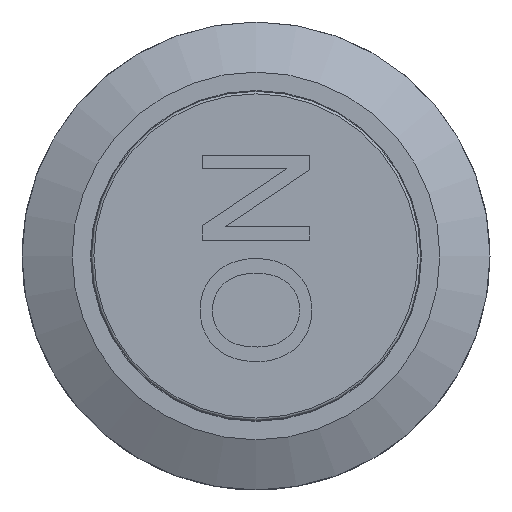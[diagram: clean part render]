
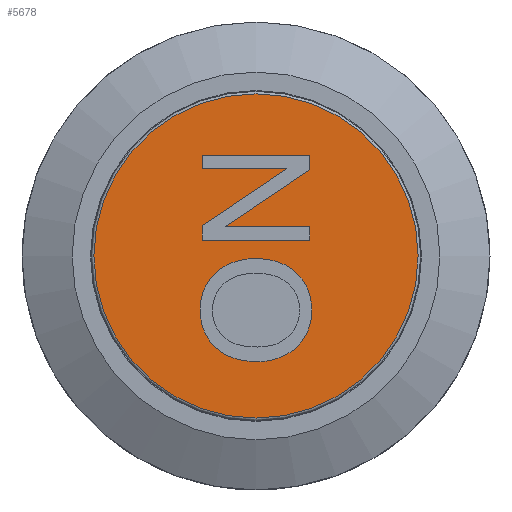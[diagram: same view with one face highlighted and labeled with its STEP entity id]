
A CAD part, top view. The second image highlights one B-rep face of the part: STEP entity #5678.
In plain terms, the highlighted planar face has unit normal (0, 0, 1).
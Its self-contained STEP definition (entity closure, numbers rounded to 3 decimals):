
#114=CIRCLE('',#5999,9.7);
#118=CIRCLE('',#6003,9.7);
#289=LINE('',#7930,#886);
#290=LINE('',#7932,#887);
#291=LINE('',#7934,#888);
#292=LINE('',#7936,#889);
#293=LINE('',#7938,#890);
#294=LINE('',#7940,#891);
#295=LINE('',#7942,#892);
#296=LINE('',#7944,#893);
#297=LINE('',#7946,#894);
#298=LINE('',#7947,#895);
#886=VECTOR('',#6430,10.);
#887=VECTOR('',#6431,10.);
#888=VECTOR('',#6432,10.);
#889=VECTOR('',#6433,10.);
#890=VECTOR('',#6434,10.);
#891=VECTOR('',#6435,10.);
#892=VECTOR('',#6436,10.);
#893=VECTOR('',#6437,10.);
#894=VECTOR('',#6438,10.);
#895=VECTOR('',#6439,10.);
#1484=FACE_BOUND('',#1835,.T.);
#1485=FACE_BOUND('',#1836,.T.);
#1531=FACE_OUTER_BOUND('',#1834,.T.);
#1834=EDGE_LOOP('',(#3760,#3761));
#1835=EDGE_LOOP('',(#3762,#3763,#3764,#3765,#3766,#3767,#3768,#3769,#3770,
#3771));
#1836=EDGE_LOOP('',(#3772,#3773,#3774,#3775));
#2173=B_SPLINE_CURVE_WITH_KNOTS('',2,(#7885,#7886,#7887,#7888),
 .UNSPECIFIED.,.F.,.F.,(3,1,3),(0.,1.,2.),.UNSPECIFIED.);
#2174=B_SPLINE_CURVE_WITH_KNOTS('',2,(#7890,#7891,#7892,#7893,#7894),
 .UNSPECIFIED.,.F.,.F.,(3,1,1,3),(0.,1.,2.,3.),.UNSPECIFIED.);
#2175=B_SPLINE_CURVE_WITH_KNOTS('',2,(#7896,#7897,#7898,#7899,#7900),
 .UNSPECIFIED.,.F.,.F.,(3,1,1,3),(0.,1.,2.,3.),.UNSPECIFIED.);
#2176=B_SPLINE_CURVE_WITH_KNOTS('',2,(#7901,#7902,#7903,#7904,#7905),
 .UNSPECIFIED.,.F.,.F.,(3,1,1,3),(0.,1.,2.,3.),.UNSPECIFIED.);
#2273=VERTEX_POINT('',#7883);
#2274=VERTEX_POINT('',#7884);
#2275=VERTEX_POINT('',#7889);
#2276=VERTEX_POINT('',#7895);
#2281=VERTEX_POINT('',#7928);
#2282=VERTEX_POINT('',#7929);
#2283=VERTEX_POINT('',#7931);
#2284=VERTEX_POINT('',#7933);
#2285=VERTEX_POINT('',#7935);
#2286=VERTEX_POINT('',#7937);
#2287=VERTEX_POINT('',#7939);
#2288=VERTEX_POINT('',#7941);
#2289=VERTEX_POINT('',#7943);
#2290=VERTEX_POINT('',#7945);
#2291=VERTEX_POINT('',#7950);
#2292=VERTEX_POINT('',#7951);
#2854=EDGE_CURVE('',#2273,#2274,#2173,.T.);
#2855=EDGE_CURVE('',#2275,#2273,#2174,.T.);
#2856=EDGE_CURVE('',#2276,#2275,#2175,.T.);
#2857=EDGE_CURVE('',#2274,#2276,#2176,.T.);
#2862=EDGE_CURVE('',#2281,#2282,#289,.T.);
#2863=EDGE_CURVE('',#2283,#2281,#290,.T.);
#2864=EDGE_CURVE('',#2284,#2283,#291,.T.);
#2865=EDGE_CURVE('',#2285,#2284,#292,.T.);
#2866=EDGE_CURVE('',#2286,#2285,#293,.T.);
#2867=EDGE_CURVE('',#2287,#2286,#294,.T.);
#2868=EDGE_CURVE('',#2288,#2287,#295,.T.);
#2869=EDGE_CURVE('',#2289,#2288,#296,.T.);
#2870=EDGE_CURVE('',#2290,#2289,#297,.T.);
#2871=EDGE_CURVE('',#2282,#2290,#298,.T.);
#2872=EDGE_CURVE('',#2291,#2292,#114,.T.);
#2876=EDGE_CURVE('',#2292,#2291,#118,.T.);
#3760=ORIENTED_EDGE('',*,*,#2872,.F.);
#3761=ORIENTED_EDGE('',*,*,#2876,.F.);
#3762=ORIENTED_EDGE('',*,*,#2867,.T.);
#3763=ORIENTED_EDGE('',*,*,#2866,.T.);
#3764=ORIENTED_EDGE('',*,*,#2865,.T.);
#3765=ORIENTED_EDGE('',*,*,#2864,.T.);
#3766=ORIENTED_EDGE('',*,*,#2863,.T.);
#3767=ORIENTED_EDGE('',*,*,#2862,.T.);
#3768=ORIENTED_EDGE('',*,*,#2871,.T.);
#3769=ORIENTED_EDGE('',*,*,#2870,.T.);
#3770=ORIENTED_EDGE('',*,*,#2869,.T.);
#3771=ORIENTED_EDGE('',*,*,#2868,.T.);
#3772=ORIENTED_EDGE('',*,*,#2854,.T.);
#3773=ORIENTED_EDGE('',*,*,#2857,.T.);
#3774=ORIENTED_EDGE('',*,*,#2856,.T.);
#3775=ORIENTED_EDGE('',*,*,#2855,.T.);
#5473=PLANE('',#6007);
#5678=ADVANCED_FACE('',(#1531,#1484,#1485),#5473,.T.);
#5999=AXIS2_PLACEMENT_3D('',#7952,#6444,#6445);
#6003=AXIS2_PLACEMENT_3D('',#7958,#6452,#6453);
#6007=AXIS2_PLACEMENT_3D('',#7965,#6461,#6462);
#6430=DIRECTION('',(-1.,0.,0.));
#6431=DIRECTION('',(0.,-1.,0.));
#6432=DIRECTION('',(1.,0.,0.));
#6433=DIRECTION('',(-0.831,-0.557,0.));
#6434=DIRECTION('',(0.,-1.,0.));
#6435=DIRECTION('',(1.,0.,0.));
#6436=DIRECTION('',(0.,1.,0.));
#6437=DIRECTION('',(-1.,0.,0.));
#6438=DIRECTION('',(0.831,0.557,0.));
#6439=DIRECTION('',(0.,1.,0.));
#6444=DIRECTION('center_axis',(0.,0.,-1.));
#6445=DIRECTION('ref_axis',(0.,-1.,0.));
#6452=DIRECTION('center_axis',(0.,0.,-1.));
#6453=DIRECTION('ref_axis',(0.,-1.,0.));
#6461=DIRECTION('center_axis',(0.,0.,1.));
#6462=DIRECTION('ref_axis',(0.,1.,0.));
#7883=CARTESIAN_POINT('',(0.086,-6.329,2.));
#7884=CARTESIAN_POINT('',(-3.339,-3.238,2.));
#7885=CARTESIAN_POINT('Ctrl Pts',(0.086,-6.329,
2.));
#7886=CARTESIAN_POINT('Ctrl Pts',(-1.523,-6.329,2.));
#7887=CARTESIAN_POINT('Ctrl Pts',(-3.339,-4.601,2.));
#7888=CARTESIAN_POINT('Ctrl Pts',(-3.339,-3.238,2.));
#7889=CARTESIAN_POINT('',(3.339,-3.238,2.));
#7890=CARTESIAN_POINT('Ctrl Pts',(3.339,-3.238,2.));
#7891=CARTESIAN_POINT('Ctrl Pts',(3.339,-4.153,2.));
#7892=CARTESIAN_POINT('Ctrl Pts',(2.458,-5.59,2.));
#7893=CARTESIAN_POINT('Ctrl Pts',(0.937,-6.329,2.));
#7894=CARTESIAN_POINT('Ctrl Pts',(0.086,-6.329,
2.));
#7895=CARTESIAN_POINT('',(0.012,-0.153,2.));
#7896=CARTESIAN_POINT('Ctrl Pts',(0.012,-0.153,
2.));
#7897=CARTESIAN_POINT('Ctrl Pts',(0.992,-0.153,
2.));
#7898=CARTESIAN_POINT('Ctrl Pts',(2.542,-0.945,2.));
#7899=CARTESIAN_POINT('Ctrl Pts',(3.339,-2.402,2.));
#7900=CARTESIAN_POINT('Ctrl Pts',(3.339,-3.238,2.));
#7901=CARTESIAN_POINT('Ctrl Pts',(-3.339,-3.238,2.));
#7902=CARTESIAN_POINT('Ctrl Pts',(-3.339,-2.342,2.));
#7903=CARTESIAN_POINT('Ctrl Pts',(-2.483,-0.905,2.));
#7904=CARTESIAN_POINT('Ctrl Pts',(-0.957,-0.153,
2.));
#7905=CARTESIAN_POINT('Ctrl Pts',(0.012,-0.153,
2.));
#7928=CARTESIAN_POINT('',(3.231,0.94,2.));
#7929=CARTESIAN_POINT('',(-3.226,0.94,2.));
#7930=CARTESIAN_POINT('',(1.615,0.94,2.));
#7931=CARTESIAN_POINT('',(3.231,1.757,2.));
#7932=CARTESIAN_POINT('',(3.231,0.878,2.));
#7933=CARTESIAN_POINT('',(-1.838,1.757,2.));
#7934=CARTESIAN_POINT('',(-0.919,1.757,2.));
#7935=CARTESIAN_POINT('',(3.231,5.152,2.));
#7936=CARTESIAN_POINT('',(0.925,3.607,2.));
#7937=CARTESIAN_POINT('',(3.231,6.028,2.));
#7938=CARTESIAN_POINT('',(3.231,3.014,2.));
#7939=CARTESIAN_POINT('',(-3.226,6.028,2.));
#7940=CARTESIAN_POINT('',(-1.613,6.028,2.));
#7941=CARTESIAN_POINT('',(-3.226,5.211,2.));
#7942=CARTESIAN_POINT('',(-3.226,2.606,2.));
#7943=CARTESIAN_POINT('',(1.843,5.211,2.));
#7944=CARTESIAN_POINT('',(0.921,5.211,2.));
#7945=CARTESIAN_POINT('',(-3.226,1.816,2.));
#7946=CARTESIAN_POINT('',(-2.532,2.28,2.));
#7947=CARTESIAN_POINT('',(-3.226,0.47,2.));
#7950=CARTESIAN_POINT('',(0.,9.7,2.));
#7951=CARTESIAN_POINT('',(0.,-9.7,2.));
#7952=CARTESIAN_POINT('Origin',(0.,0.,2.));
#7958=CARTESIAN_POINT('Origin',(0.,0.,2.));
#7965=CARTESIAN_POINT('Origin',(0.,0.,2.));
